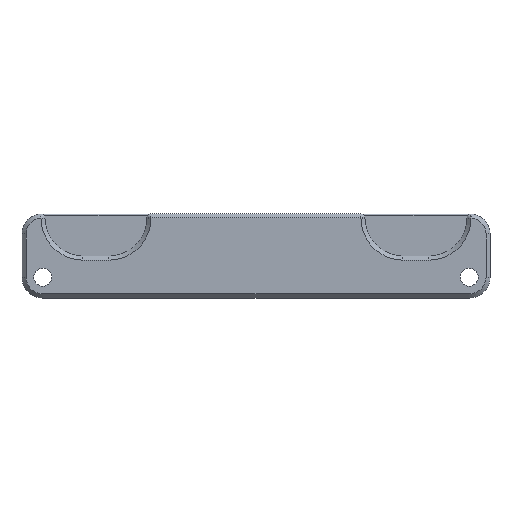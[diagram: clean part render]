
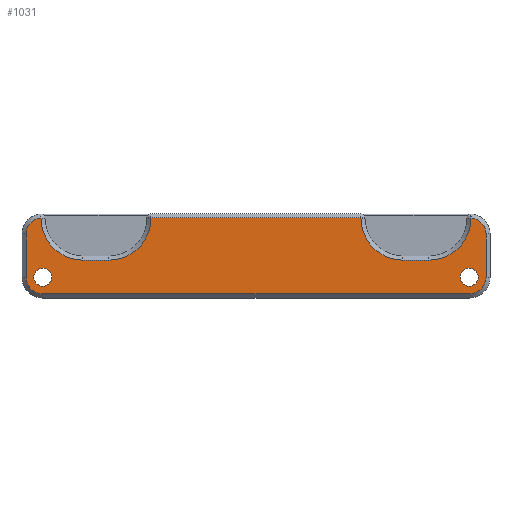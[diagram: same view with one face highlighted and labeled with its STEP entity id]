
A CAD part, top view. The second image highlights one B-rep face of the part: STEP entity #1031.
In plain terms, the highlighted planar face has unit normal (0, 0, 1).
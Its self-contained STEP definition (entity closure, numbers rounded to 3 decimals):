
#15=FACE_BOUND('',#206,.T.);
#16=FACE_BOUND('',#207,.T.);
#42=CIRCLE('',#1089,4.2);
#44=CIRCLE('',#1093,4.2);
#45=CIRCLE('',#1096,4.);
#47=CIRCLE('',#1099,4.);
#49=CIRCLE('',#1103,10.5);
#51=CIRCLE('',#1107,10.5);
#55=CIRCLE('',#1117,10.5);
#57=CIRCLE('',#1121,10.5);
#64=CIRCLE('',#1141,2.25);
#65=CIRCLE('',#1142,2.25);
#141=FACE_OUTER_BOUND('',#205,.T.);
#205=EDGE_LOOP('',(#835,#836,#837,#838,#839,#840,#841,#842,#843,#844,#845,
#846,#847,#848,#849,#850,#851,#852));
#206=EDGE_LOOP('',(#853));
#207=EDGE_LOOP('',(#854));
#257=LINE('',#1628,#355);
#261=LINE('',#1640,#359);
#265=LINE('',#1651,#363);
#269=LINE('',#1666,#367);
#273=LINE('',#1678,#371);
#277=LINE('',#1690,#375);
#282=LINE('',#1700,#380);
#284=LINE('',#1707,#382);
#288=LINE('',#1719,#386);
#292=LINE('',#1730,#390);
#355=VECTOR('',#1235,10.);
#359=VECTOR('',#1247,10.);
#363=VECTOR('',#1259,10.);
#367=VECTOR('',#1275,10.);
#371=VECTOR('',#1287,10.);
#375=VECTOR('',#1299,10.);
#380=VECTOR('',#1310,10.);
#382=VECTOR('',#1318,10.);
#386=VECTOR('',#1330,10.);
#390=VECTOR('',#1342,10.);
#458=VERTEX_POINT('',#1621);
#461=VERTEX_POINT('',#1626);
#462=VERTEX_POINT('',#1630);
#464=VERTEX_POINT('',#1636);
#466=VERTEX_POINT('',#1642);
#468=VERTEX_POINT('',#1648);
#469=VERTEX_POINT('',#1653);
#471=VERTEX_POINT('',#1659);
#473=VERTEX_POINT('',#1665);
#475=VERTEX_POINT('',#1671);
#477=VERTEX_POINT('',#1677);
#479=VERTEX_POINT('',#1683);
#481=VERTEX_POINT('',#1689);
#483=VERTEX_POINT('',#1697);
#485=VERTEX_POINT('',#1706);
#487=VERTEX_POINT('',#1712);
#489=VERTEX_POINT('',#1718);
#491=VERTEX_POINT('',#1724);
#500=VERTEX_POINT('',#1769);
#501=VERTEX_POINT('',#1771);
#555=EDGE_CURVE('',#461,#458,#257,.T.);
#558=EDGE_CURVE('',#458,#462,#42,.T.);
#561=EDGE_CURVE('',#462,#464,#261,.T.);
#564=EDGE_CURVE('',#464,#466,#44,.T.);
#567=EDGE_CURVE('',#466,#468,#265,.T.);
#569=EDGE_CURVE('',#468,#469,#45,.T.);
#572=EDGE_CURVE('',#471,#461,#47,.T.);
#574=EDGE_CURVE('',#469,#473,#269,.T.);
#579=EDGE_CURVE('',#473,#475,#49,.T.);
#580=EDGE_CURVE('',#475,#477,#273,.T.);
#585=EDGE_CURVE('',#477,#479,#51,.T.);
#586=EDGE_CURVE('',#479,#481,#277,.T.);
#592=EDGE_CURVE('',#481,#483,#282,.T.);
#595=EDGE_CURVE('',#483,#485,#284,.T.);
#600=EDGE_CURVE('',#485,#487,#55,.T.);
#601=EDGE_CURVE('',#487,#489,#288,.T.);
#606=EDGE_CURVE('',#489,#491,#57,.T.);
#607=EDGE_CURVE('',#491,#471,#292,.T.);
#627=EDGE_CURVE('',#500,#500,#64,.T.);
#628=EDGE_CURVE('',#501,#501,#65,.T.);
#835=ORIENTED_EDGE('',*,*,#555,.F.);
#836=ORIENTED_EDGE('',*,*,#572,.F.);
#837=ORIENTED_EDGE('',*,*,#607,.F.);
#838=ORIENTED_EDGE('',*,*,#606,.F.);
#839=ORIENTED_EDGE('',*,*,#601,.F.);
#840=ORIENTED_EDGE('',*,*,#600,.F.);
#841=ORIENTED_EDGE('',*,*,#595,.F.);
#842=ORIENTED_EDGE('',*,*,#592,.F.);
#843=ORIENTED_EDGE('',*,*,#586,.F.);
#844=ORIENTED_EDGE('',*,*,#585,.F.);
#845=ORIENTED_EDGE('',*,*,#580,.F.);
#846=ORIENTED_EDGE('',*,*,#579,.F.);
#847=ORIENTED_EDGE('',*,*,#574,.F.);
#848=ORIENTED_EDGE('',*,*,#569,.F.);
#849=ORIENTED_EDGE('',*,*,#567,.F.);
#850=ORIENTED_EDGE('',*,*,#564,.F.);
#851=ORIENTED_EDGE('',*,*,#561,.F.);
#852=ORIENTED_EDGE('',*,*,#558,.F.);
#853=ORIENTED_EDGE('',*,*,#627,.F.);
#854=ORIENTED_EDGE('',*,*,#628,.F.);
#979=PLANE('',#1140);
#1031=ADVANCED_FACE('',(#141,#15,#16),#979,.F.);
#1089=AXIS2_PLACEMENT_3D('',#1634,#1241,#1242);
#1093=AXIS2_PLACEMENT_3D('',#1646,#1253,#1254);
#1096=AXIS2_PLACEMENT_3D('',#1655,#1263,#1264);
#1099=AXIS2_PLACEMENT_3D('',#1661,#1270,#1271);
#1103=AXIS2_PLACEMENT_3D('',#1675,#1283,#1284);
#1107=AXIS2_PLACEMENT_3D('',#1687,#1295,#1296);
#1117=AXIS2_PLACEMENT_3D('',#1716,#1326,#1327);
#1121=AXIS2_PLACEMENT_3D('',#1728,#1338,#1339);
#1140=AXIS2_PLACEMENT_3D('',#1768,#1390,#1391);
#1141=AXIS2_PLACEMENT_3D('',#1770,#1392,#1393);
#1142=AXIS2_PLACEMENT_3D('',#1772,#1394,#1395);
#1235=DIRECTION('',(0.,-1.,0.));
#1241=DIRECTION('center_axis',(0.,0.,-1.));
#1242=DIRECTION('ref_axis',(1.,0.,0.));
#1247=DIRECTION('',(-1.,0.,0.));
#1253=DIRECTION('center_axis',(0.,0.,-1.));
#1254=DIRECTION('ref_axis',(0.,-1.,0.));
#1259=DIRECTION('',(0.,1.,0.));
#1263=DIRECTION('center_axis',(0.,0.,-1.));
#1264=DIRECTION('ref_axis',(-0.707,0.707,0.));
#1270=DIRECTION('center_axis',(0.,0.,-1.));
#1271=DIRECTION('ref_axis',(0.707,0.707,0.));
#1275=DIRECTION('',(0.,-1.,0.));
#1283=DIRECTION('center_axis',(0.,0.,1.));
#1284=DIRECTION('ref_axis',(-0.707,-0.707,0.));
#1287=DIRECTION('',(1.,0.,0.));
#1295=DIRECTION('center_axis',(0.,0.,1.));
#1296=DIRECTION('ref_axis',(0.707,-0.707,0.));
#1299=DIRECTION('',(0.,1.,0.));
#1310=DIRECTION('',(1.,0.,0.));
#1318=DIRECTION('',(0.,-1.,0.));
#1326=DIRECTION('center_axis',(0.,0.,1.));
#1327=DIRECTION('ref_axis',(-0.707,-0.707,0.));
#1330=DIRECTION('',(1.,0.,0.));
#1338=DIRECTION('center_axis',(0.,0.,1.));
#1339=DIRECTION('ref_axis',(0.707,-0.707,0.));
#1342=DIRECTION('',(0.,1.,0.));
#1390=DIRECTION('center_axis',(0.,0.,-1.));
#1391=DIRECTION('ref_axis',(1.,0.,0.));
#1392=DIRECTION('center_axis',(0.,0.,1.));
#1393=DIRECTION('ref_axis',(1.,0.,0.));
#1394=DIRECTION('center_axis',(0.,0.,1.));
#1395=DIRECTION('ref_axis',(1.,0.,0.));
#1621=CARTESIAN_POINT('',(57.5,-53.3,-4.));
#1626=CARTESIAN_POINT('',(57.5,-42.5,-4.));
#1628=CARTESIAN_POINT('',(57.5,-42.75,-4.));
#1630=CARTESIAN_POINT('',(53.3,-57.5,-4.));
#1634=CARTESIAN_POINT('Origin',(53.3,-53.3,-4.));
#1636=CARTESIAN_POINT('',(-53.3,-57.5,-4.));
#1640=CARTESIAN_POINT('',(26.65,-57.5,-4.));
#1642=CARTESIAN_POINT('',(-57.5,-53.3,-4.));
#1646=CARTESIAN_POINT('Origin',(-53.3,-53.3,-4.));
#1648=CARTESIAN_POINT('',(-57.5,-42.5,-4.));
#1651=CARTESIAN_POINT('',(-57.5,-50.65,-4.));
#1653=CARTESIAN_POINT('',(-53.75,-38.508,-4.));
#1655=CARTESIAN_POINT('Origin',(-53.5,-42.5,-4.));
#1659=CARTESIAN_POINT('',(53.75,-38.508,-4.));
#1661=CARTESIAN_POINT('Origin',(53.5,-42.5,-4.));
#1665=CARTESIAN_POINT('',(-53.75,-38.533,-4.));
#1666=CARTESIAN_POINT('',(-53.75,-41.875,-4.));
#1671=CARTESIAN_POINT('',(-43.25,-49.033,-4.));
#1675=CARTESIAN_POINT('Origin',(-43.25,-38.533,-4.));
#1677=CARTESIAN_POINT('',(-36.75,-49.033,-4.));
#1678=CARTESIAN_POINT('',(-26.25,-49.033,-4.));
#1683=CARTESIAN_POINT('',(-26.25,-38.533,-4.));
#1687=CARTESIAN_POINT('Origin',(-36.75,-38.533,-4.));
#1689=CARTESIAN_POINT('',(-26.25,-38.5,-4.));
#1690=CARTESIAN_POINT('',(-26.25,-47.891,-4.));
#1697=CARTESIAN_POINT('',(26.25,-38.5,-4.));
#1700=CARTESIAN_POINT('',(-29.25,-38.5,-4.));
#1706=CARTESIAN_POINT('',(26.25,-38.533,-4.));
#1707=CARTESIAN_POINT('',(26.25,-41.875,-4.));
#1712=CARTESIAN_POINT('',(36.75,-49.033,-4.));
#1716=CARTESIAN_POINT('Origin',(36.75,-38.533,-4.));
#1718=CARTESIAN_POINT('',(43.25,-49.033,-4.));
#1719=CARTESIAN_POINT('',(13.75,-49.033,-4.));
#1724=CARTESIAN_POINT('',(53.75,-38.533,-4.));
#1728=CARTESIAN_POINT('Origin',(43.25,-38.533,-4.));
#1730=CARTESIAN_POINT('',(53.75,-47.891,-4.));
#1768=CARTESIAN_POINT('Origin',(0.,-48.,-4.));
#1769=CARTESIAN_POINT('',(51.05,-53.3,-4.));
#1770=CARTESIAN_POINT('Origin',(53.3,-53.3,-4.));
#1771=CARTESIAN_POINT('',(-55.55,-53.3,-4.));
#1772=CARTESIAN_POINT('Origin',(-53.3,-53.3,-4.));
